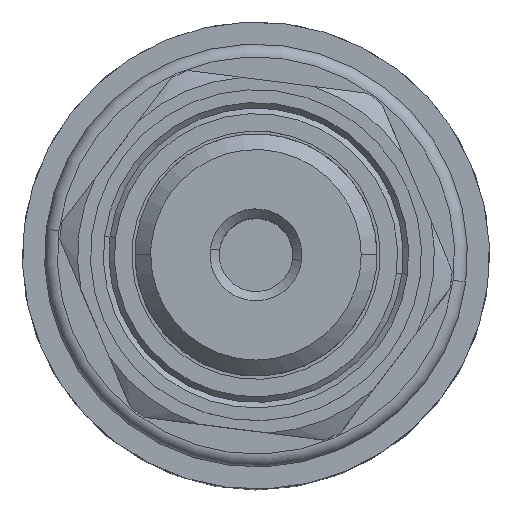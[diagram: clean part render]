
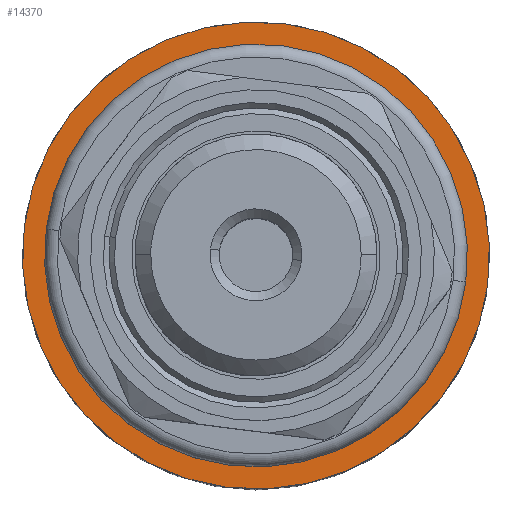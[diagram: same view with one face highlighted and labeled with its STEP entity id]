
A CAD part, top view. The second image highlights one B-rep face of the part: STEP entity #14370.
In plain terms, the highlighted planar face has unit normal (0, 0, 1).
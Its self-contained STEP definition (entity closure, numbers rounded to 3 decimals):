
#1800=CARTESIAN_POINT('',(61.409,51.558,61.3));
#1810=VERTEX_POINT('',#1800);
#1970=CARTESIAN_POINT('',(38.591,54.442,61.3));
#1980=VERTEX_POINT('',#1970);
#2010=CARTESIAN_POINT('',(50.,53.,61.3));
#2020=DIRECTION('',(0.,0.,-1.));
#2030=DIRECTION('',(0.992,-0.125,
0.));
#2040=AXIS2_PLACEMENT_3D('',#2010,#2020,#2030);
#2050=CIRCLE('',#2040,11.5);
#2060=EDGE_CURVE('',#1980,#1810,#2050,.T.);
#14120=CARTESIAN_POINT('',(50.,53.,61.3));
#14130=DIRECTION('',(0.,0.,-1.));
#14140=DIRECTION('',(-0.125,-0.992,
0.));
#14150=AXIS2_PLACEMENT_3D('',#14120,#14130,#14140);
#14160=PLANE('',#14150);
#14170=CARTESIAN_POINT('',(50.,53.,61.3));
#14180=DIRECTION('',(0.,0.,-1.));
#14190=DIRECTION('',(-0.125,-0.992,
0.));
#14200=AXIS2_PLACEMENT_3D('',#14170,#14180,#14190);
#14210=CIRCLE('',#14200,12.7);
#14220=CARTESIAN_POINT('',(48.408,40.4,61.3));
#14230=VERTEX_POINT('',#14220);
#14240=CARTESIAN_POINT('',(51.592,65.6,61.3));
#14250=VERTEX_POINT('',#14240);
#14260=EDGE_CURVE('',#14230,#14250,#14210,.T.);
#14270=ORIENTED_EDGE('',*,*,#14260,.F.);
#14280=EDGE_CURVE('',#14250,#14230,#14210,.T.);
#14290=ORIENTED_EDGE('',*,*,#14280,.F.);
#14300=EDGE_LOOP('',(#14290,#14270));
#14310=FACE_OUTER_BOUND('',#14300,.T.);
#14320=EDGE_CURVE('',#1810,#1980,#2050,.T.);
#14330=ORIENTED_EDGE('',*,*,#14320,.T.);
#14340=ORIENTED_EDGE('',*,*,#2060,.T.);
#14350=EDGE_LOOP('',(#14340,#14330));
#14360=FACE_BOUND('',#14350,.T.);
#14370=ADVANCED_FACE('',(#14310,#14360),#14160,.F.);
